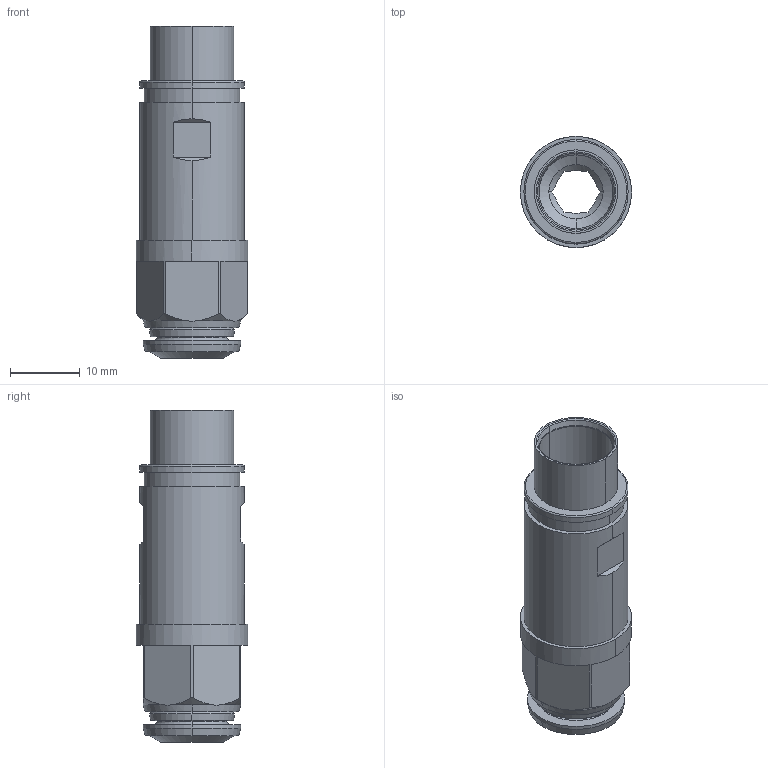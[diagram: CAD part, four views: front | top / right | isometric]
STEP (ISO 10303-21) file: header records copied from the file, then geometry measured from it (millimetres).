
FILE_DESCRIPTION(('Creo Elements/Direct Modeling STEP Export'),'2;1');
FILE_NAME('0ln7uvk5p6o8m3h4976','2023-02-13T16:34:48',(''),(''),'Creo Elements/Direct Modeling STEP processor for AP214 (Solid Model)','Creo Elements/Direct Modeling 20.1B 02-Apr-2019 (C) Parametric Technology GmbH','');
FILE_SCHEMA(('AUTOMOTIVE_DESIGN { 1 0 10303 214 1 1 1 1 }'));
Length unit declared in the file: millimetre
Products named in the file (2): CX 8.0 MPQF
Assembly tree (1 placements, depth 2):
  CX 8.0 MPQF
    CX 8.0 MPQF
Bounding box: 16 x 16 x 47.75 mm (x, y, z)
Volume: 4605.7 mm3; surface area: 3949.5 mm2
Topology: 1 solids, 1 shells, 108 faces, 273 edges, 175 vertices
Faces by surface type: plane 40, cone 30, cylinder 28, torus 10
Entity records: 4161 total; most frequent: CARTESIAN_POINT 798, ORIENTED_EDGE 546, DIRECTION 484, EDGE_CURVE 273, AXIS2_PLACEMENT_3D 197, VERTEX_POINT 175, EDGE_LOOP 118, COLOUR_RGB 109
